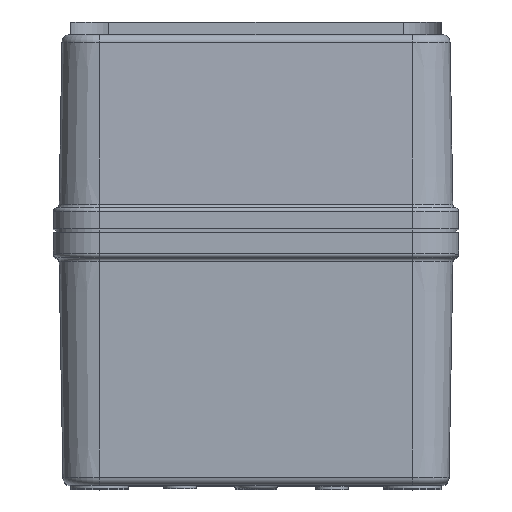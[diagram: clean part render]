
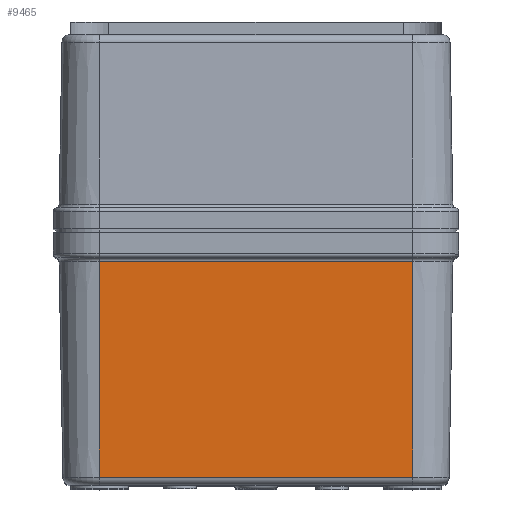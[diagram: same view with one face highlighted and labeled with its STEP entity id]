
A CAD part, top view. The second image highlights one B-rep face of the part: STEP entity #9465.
In plain terms, the highlighted planar face has unit normal (0, -0.018, 1).
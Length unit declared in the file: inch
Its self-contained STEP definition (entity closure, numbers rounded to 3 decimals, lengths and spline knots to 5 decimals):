
#297 = LINE ( 'NONE', #25392, #30401 ) ;
#1977 = CARTESIAN_POINT ( 'NONE',  ( -1.2205, -0.22227, 2.51787 ) ) ;
#2619 = DIRECTION ( 'NONE',  ( -1., 0., 0. ) ) ;
#3609 = VERTEX_POINT ( 'NONE', #24198 ) ;
#4068 = LINE ( 'NONE', #11224, #28636 ) ;
#6014 = ORIENTED_EDGE ( 'NONE', *, *, #13506, .T. ) ;
#7853 = PLANE ( 'NONE',  #15399 ) ;
#8754 = ORIENTED_EDGE ( 'NONE', *, *, #24361, .F. ) ;
#9116 = DIRECTION ( 'NONE',  ( -1., 0., 0. ) ) ;
#9376 = LINE ( 'NONE', #27312, #9688 ) ;
#9465 = ADVANCED_FACE ( 'NONE', ( #15317 ), #7853, .T. ) ;
#9688 = VECTOR ( 'NONE', #24794, 39.37008 ) ;
#9723 = EDGE_CURVE ( 'NONE', #30778, #3609, #4068, .T. ) ;
#10499 = ORIENTED_EDGE ( 'NONE', *, *, #9723, .T. ) ;
#10970 = DIRECTION ( 'NONE',  ( 0., -0.017, 1. ) ) ;
#11224 = CARTESIAN_POINT ( 'NONE',  ( 1.2205, 0., 2.52175 ) ) ;
#13506 = EDGE_CURVE ( 'NONE', #28258, #32360, #9376, .T. ) ;
#14332 = EDGE_CURVE ( 'NONE', #3609, #28258, #24381, .T. ) ;
#15317 = FACE_OUTER_BOUND ( 'NONE', #23540, .T. ) ;
#15349 = ORIENTED_EDGE ( 'NONE', *, *, #14332, .T. ) ;
#15399 = AXIS2_PLACEMENT_3D ( 'NONE', #22790, #10970, #17654 ) ;
#17654 = DIRECTION ( 'NONE',  ( 0., -1., -0.017 ) ) ;
#21242 = CARTESIAN_POINT ( 'NONE',  ( 1.2205, -1.9031, 2.48853 ) ) ;
#21576 = CARTESIAN_POINT ( 'NONE',  ( 1.29992, -0.22227, 2.51787 ) ) ;
#22790 = CARTESIAN_POINT ( 'NONE',  ( 1.29992, 0., 2.52175 ) ) ;
#23540 = EDGE_LOOP ( 'NONE', ( #15349, #6014, #8754, #10499 ) ) ;
#24198 = CARTESIAN_POINT ( 'NONE',  ( 1.2205, -0.22227, 2.51787 ) ) ;
#24361 = EDGE_CURVE ( 'NONE', #30778, #32360, #297, .T. ) ;
#24381 = LINE ( 'NONE', #21576, #29893 ) ;
#24794 = DIRECTION ( 'NONE',  ( 0., -1., -0.017 ) ) ;
#25392 = CARTESIAN_POINT ( 'NONE',  ( 1.23496, -1.9031, 2.48853 ) ) ;
#25433 = CARTESIAN_POINT ( 'NONE',  ( -1.2205, -1.9031, 2.48853 ) ) ;
#27312 = CARTESIAN_POINT ( 'NONE',  ( -1.2205, 0., 2.52175 ) ) ;
#28258 = VERTEX_POINT ( 'NONE', #1977 ) ;
#28636 = VECTOR ( 'NONE', #31509, 39.37008 ) ;
#29893 = VECTOR ( 'NONE', #9116, 39.37008 ) ;
#30401 = VECTOR ( 'NONE', #2619, 39.37008 ) ;
#30778 = VERTEX_POINT ( 'NONE', #21242 ) ;
#31509 = DIRECTION ( 'NONE',  ( 0., 1., 0.017 ) ) ;
#32360 = VERTEX_POINT ( 'NONE', #25433 ) ;
